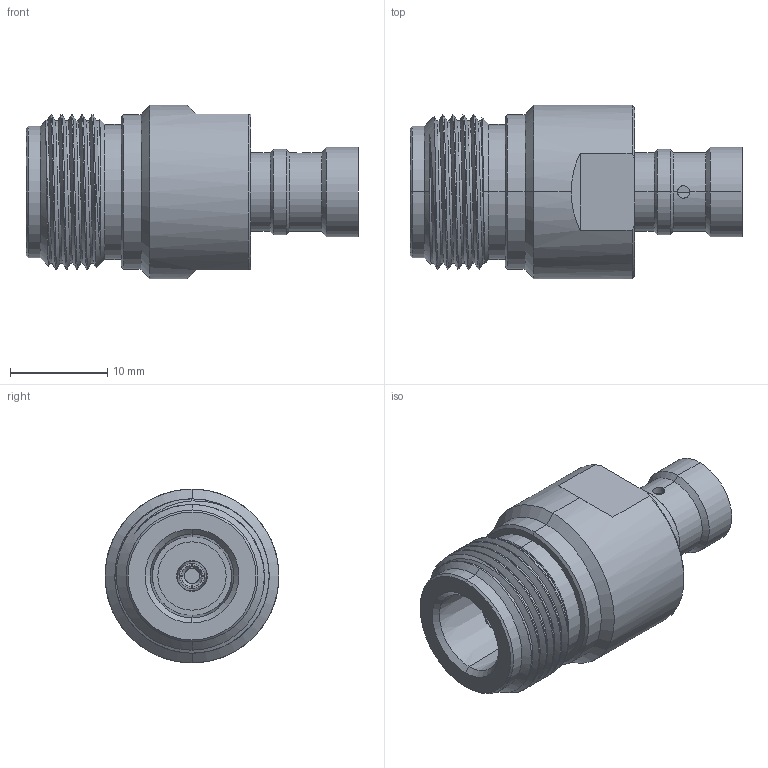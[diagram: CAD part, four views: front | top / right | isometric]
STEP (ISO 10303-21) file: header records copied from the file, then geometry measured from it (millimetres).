
FILE_DESCRIPTION (( 'STEP AP214' ), '1' );
FILE_NAME ('TC-SPP250-NF-LP.step', '2021-05-04T14:31:30', ( '' ), ( '' ), 'SwSTEP 2.0', 'SolidWorks 2020', '' );
FILE_SCHEMA (( 'AUTOMOTIVE_DESIGN' ));
Length unit declared in the file: inch
Products named in the file (1): TC-SPP250-NF-LP
Bounding box: 34.06 x 17.83 x 17.83 mm (x, y, z)
Volume: 4205.8 mm3; surface area: 3232 mm2
Topology: 3 solids, 3 shells, 133 faces, 321 edges, 198 vertices
Faces by surface type: cylinder 60, cone 39, plane 31, bspline 3
Entity records: 6291 total; most frequent: CARTESIAN_POINT 3256, ORIENTED_EDGE 638, DIRECTION 604, EDGE_CURVE 319, AXIS2_PLACEMENT_3D 246, VERTEX_POINT 198, EDGE_LOOP 147, FACE_OUTER_BOUND 133
